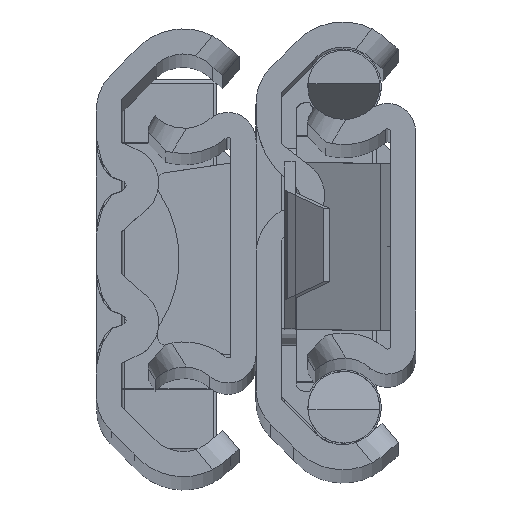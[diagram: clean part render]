
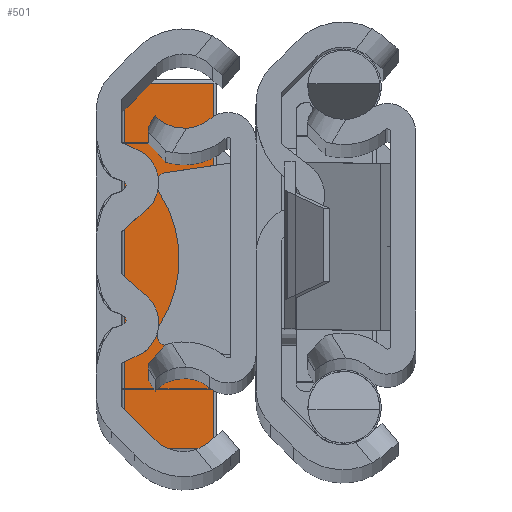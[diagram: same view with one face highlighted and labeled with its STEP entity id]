
A CAD part, top view. The second image highlights one B-rep face of the part: STEP entity #501.
In plain terms, the highlighted planar face has unit normal (0, 0, 1).
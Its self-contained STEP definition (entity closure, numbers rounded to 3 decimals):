
#305 = CARTESIAN_POINT ( 'NONE',  ( -10.95, 5.7, 3.25 ) ) ;
#376 = LINE ( 'NONE', #305, #7397 ) ;
#501 = ADVANCED_FACE ( 'NONE', ( #5410 ), #1982, .F. ) ;
#512 = LINE ( 'NONE', #9218, #5228 ) ;
#1296 = VECTOR ( 'NONE', #7801, 1000. ) ;
#1369 = CARTESIAN_POINT ( 'NONE',  ( -10.95, 5.5, 3.25 ) ) ;
#1982 = PLANE ( 'NONE',  #6994 ) ;
#2976 = CARTESIAN_POINT ( 'NONE',  ( -11.15, 5.5, 3.25 ) ) ;
#4267 = CARTESIAN_POINT ( 'NONE',  ( -11.15, 5.7, 3.25 ) ) ;
#4411 = DIRECTION ( 'NONE',  ( -1., 0., 0. ) ) ;
#5228 = VECTOR ( 'NONE', #9362, 1000. ) ;
#5352 = CARTESIAN_POINT ( 'NONE',  ( -11.15, 0.2, 3.25 ) ) ;
#5384 = EDGE_CURVE ( 'NONE', #14241, #8037, #14146, .T. ) ;
#5410 = FACE_OUTER_BOUND ( 'NONE', #12704, .T. ) ;
#6856 = ORIENTED_EDGE ( 'NONE', *, *, #11341, .T. ) ;
#6916 = DIRECTION ( 'NONE',  ( 0., -1., 0. ) ) ;
#6994 = AXIS2_PLACEMENT_3D ( 'NONE', #4267, #7441, #4411 ) ;
#7397 = VECTOR ( 'NONE', #6916, 1000. ) ;
#7441 = DIRECTION ( 'NONE',  ( 0., 0., -1. ) ) ;
#7801 = DIRECTION ( 'NONE',  ( 1., 0., 0. ) ) ;
#7847 = VECTOR ( 'NONE', #8585, 1000. ) ;
#8037 = VERTEX_POINT ( 'NONE', #8140 ) ;
#8065 = ORIENTED_EDGE ( 'NONE', *, *, #5384, .T. ) ;
#8140 = CARTESIAN_POINT ( 'NONE',  ( 10.95, 0.2, 3.25 ) ) ;
#8528 = EDGE_CURVE ( 'NONE', #12990, #14241, #376, .T. ) ;
#8585 = DIRECTION ( 'NONE',  ( -1., 0., 0. ) ) ;
#8814 = VERTEX_POINT ( 'NONE', #12689 ) ;
#9218 = CARTESIAN_POINT ( 'NONE',  ( 10.95, 5.7, 3.25 ) ) ;
#9362 = DIRECTION ( 'NONE',  ( 0., 1., 0. ) ) ;
#10494 = ORIENTED_EDGE ( 'NONE', *, *, #13152, .T. ) ;
#11341 = EDGE_CURVE ( 'NONE', #8814, #12990, #12844, .T. ) ;
#11945 = ORIENTED_EDGE ( 'NONE', *, *, #8528, .T. ) ;
#12689 = CARTESIAN_POINT ( 'NONE',  ( 10.95, 5.5, 3.25 ) ) ;
#12704 = EDGE_LOOP ( 'NONE', ( #6856, #11945, #8065, #10494 ) ) ;
#12844 = LINE ( 'NONE', #2976, #7847 ) ;
#12990 = VERTEX_POINT ( 'NONE', #1369 ) ;
#13152 = EDGE_CURVE ( 'NONE', #8037, #8814, #512, .T. ) ;
#13789 = CARTESIAN_POINT ( 'NONE',  ( -10.95, 0.2, 3.25 ) ) ;
#14146 = LINE ( 'NONE', #5352, #1296 ) ;
#14241 = VERTEX_POINT ( 'NONE', #13789 ) ;
